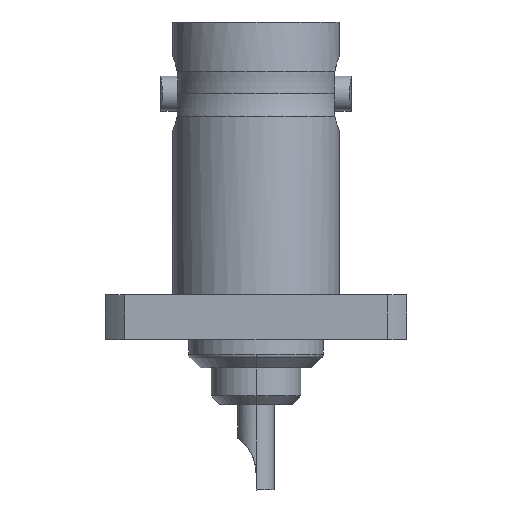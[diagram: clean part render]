
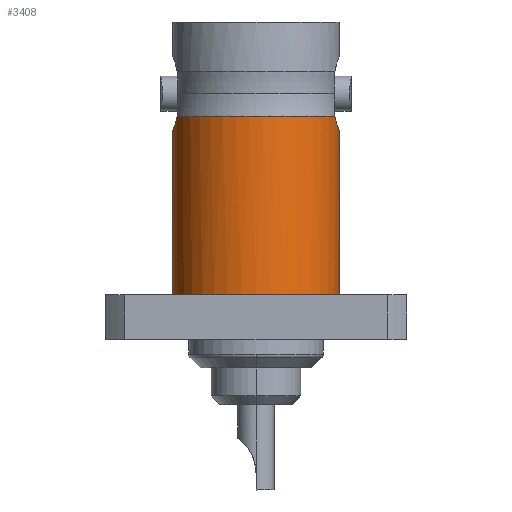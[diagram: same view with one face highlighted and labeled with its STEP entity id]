
A CAD part, left-side view. The second image highlights one B-rep face of the part: STEP entity #3408.
In plain terms, the highlighted cylindrical face has radius 4.84 mm (diameter 9.68 mm), a partial arc.
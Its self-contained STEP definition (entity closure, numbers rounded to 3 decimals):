
#34 = CARTESIAN_POINT ( 'NONE',  ( -1.187, 4.694, -5.938 ) ) ;
#69 = VERTEX_POINT ( 'NONE', #1522 ) ;
#91 = DIRECTION ( 'NONE',  ( 0., 0., 1. ) ) ;
#186 = CARTESIAN_POINT ( 'NONE',  ( -1.515, -4.598, -5.59 ) ) ;
#278 = DIRECTION ( 'NONE',  ( 1., 0., 0. ) ) ;
#295 = CARTESIAN_POINT ( 'NONE',  ( -0.164, 4.84, -6.375 ) ) ;
#387 = VERTEX_POINT ( 'NONE', #3190 ) ;
#423 = CARTESIAN_POINT ( 'NONE',  ( -0.636, 4.801, -6.265 ) ) ;
#788 = VERTEX_POINT ( 'NONE', #1815 ) ;
#802 = CARTESIAN_POINT ( 'NONE',  ( -1.414, -4.63, -5.715 ) ) ;
#858 = CARTESIAN_POINT ( 'NONE',  ( -0.635, -4.801, -6.265 ) ) ;
#925 = CARTESIAN_POINT ( 'NONE',  ( -1.602, 4.567, -5.455 ) ) ;
#934 = AXIS2_PLACEMENT_3D ( 'NONE', #3188, #1507, #278 ) ;
#948 = B_SPLINE_CURVE_WITH_KNOTS ( 'NONE', 3,
 ( #925, #1668, #1077, #34, #3226, #3132, #423, #1960, #295, #2952 ),
 .UNSPECIFIED., .F., .F.,
 ( 4, 2, 2, 2, 4 ),
 ( 0., 0.001, 0.001, 0.002, 0.002 ),
 .UNSPECIFIED. ) ;
#1013 = AXIS2_PLACEMENT_3D ( 'NONE', #1051, #91, #2078 ) ;
#1051 = CARTESIAN_POINT ( 'NONE',  ( 0., 0., -15.8 ) ) ;
#1077 = CARTESIAN_POINT ( 'NONE',  ( -1.415, 4.63, -5.713 ) ) ;
#1119 = CARTESIAN_POINT ( 'NONE',  ( -0.163, -4.84, -6.375 ) ) ;
#1135 = EDGE_CURVE ( 'NONE', #1825, #69, #2509, .T. ) ;
#1143 = VERTEX_POINT ( 'NONE', #1527 ) ;
#1150 = ORIENTED_EDGE ( 'NONE', *, *, #1775, .T. ) ;
#1207 = B_SPLINE_CURVE_WITH_KNOTS ( 'NONE', 3,
 ( #1393, #1119, #3149, #858, #2211, #2738, #2671, #802, #186, #2069 ),
 .UNSPECIFIED., .F., .F.,
 ( 4, 2, 2, 2, 4 ),
 ( 0.002, 0.003, 0.003, 0.004, 0.004 ),
 .UNSPECIFIED. ) ;
#1314 = ORIENTED_EDGE ( 'NONE', *, *, #3206, .F. ) ;
#1337 = FACE_OUTER_BOUND ( 'NONE', #1780, .T. ) ;
#1393 = CARTESIAN_POINT ( 'NONE',  ( 0., -4.84, -6.375 ) ) ;
#1401 = ORIENTED_EDGE ( 'NONE', *, *, #3159, .T. ) ;
#1471 = AXIS2_PLACEMENT_3D ( 'NONE', #2202, #3402, #2596 ) ;
#1507 = DIRECTION ( 'NONE',  ( 0., 0., 1. ) ) ;
#1513 = DIRECTION ( 'NONE',  ( 0., 0., 1. ) ) ;
#1515 = EDGE_CURVE ( 'NONE', #1650, #1143, #2709, .T. ) ;
#1522 = CARTESIAN_POINT ( 'NONE',  ( 0., -4.84, -15.8 ) ) ;
#1527 = CARTESIAN_POINT ( 'NONE',  ( -1.602, -4.567, -5.455 ) ) ;
#1650 = VERTEX_POINT ( 'NONE', #2490 ) ;
#1668 = CARTESIAN_POINT ( 'NONE',  ( -1.515, 4.598, -5.59 ) ) ;
#1760 = LINE ( 'NONE', #2893, #3185 ) ;
#1775 = EDGE_CURVE ( 'NONE', #788, #1143, #1207, .T. ) ;
#1780 = EDGE_LOOP ( 'NONE', ( #1314, #2632, #1401, #1150, #2673, #2791 ) ) ;
#1815 = CARTESIAN_POINT ( 'NONE',  ( 0., -4.84, -6.375 ) ) ;
#1825 = VERTEX_POINT ( 'NONE', #2260 ) ;
#1897 = EDGE_CURVE ( 'NONE', #1650, #387, #948, .T. ) ;
#1960 = CARTESIAN_POINT ( 'NONE',  ( -0.324, 4.832, -6.353 ) ) ;
#2069 = CARTESIAN_POINT ( 'NONE',  ( -1.602, -4.567, -5.455 ) ) ;
#2078 = DIRECTION ( 'NONE',  ( 0., -1., 0. ) ) ;
#2202 = CARTESIAN_POINT ( 'NONE',  ( 0., 0., 3.807 ) ) ;
#2211 = CARTESIAN_POINT ( 'NONE',  ( -0.785, -4.778, -6.2 ) ) ;
#2260 = CARTESIAN_POINT ( 'NONE',  ( 0., 4.84, -15.8 ) ) ;
#2437 = CYLINDRICAL_SURFACE ( 'NONE', #1471, 4.84 ) ;
#2490 = CARTESIAN_POINT ( 'NONE',  ( -1.602, 4.567, -5.455 ) ) ;
#2509 = CIRCLE ( 'NONE', #1013, 4.84 ) ;
#2596 = DIRECTION ( 'NONE',  ( 0., -1., 0. ) ) ;
#2600 = LINE ( 'NONE', #2950, #3312 ) ;
#2624 = DIRECTION ( 'NONE',  ( 0., 0., 1. ) ) ;
#2632 = ORIENTED_EDGE ( 'NONE', *, *, #1135, .T. ) ;
#2671 = CARTESIAN_POINT ( 'NONE',  ( -1.188, -4.693, -5.937 ) ) ;
#2673 = ORIENTED_EDGE ( 'NONE', *, *, #1515, .F. ) ;
#2709 = CIRCLE ( 'NONE', #934, 4.84 ) ;
#2738 = CARTESIAN_POINT ( 'NONE',  ( -1.06, -4.725, -6.037 ) ) ;
#2791 = ORIENTED_EDGE ( 'NONE', *, *, #1897, .T. ) ;
#2893 = CARTESIAN_POINT ( 'NONE',  ( 0., -4.84, 3.807 ) ) ;
#2950 = CARTESIAN_POINT ( 'NONE',  ( 0., 4.84, 3.807 ) ) ;
#2952 = CARTESIAN_POINT ( 'NONE',  ( 0., 4.84, -6.375 ) ) ;
#3132 = CARTESIAN_POINT ( 'NONE',  ( -0.786, 4.778, -6.199 ) ) ;
#3149 = CARTESIAN_POINT ( 'NONE',  ( -0.324, -4.832, -6.353 ) ) ;
#3159 = EDGE_CURVE ( 'NONE', #69, #788, #1760, .T. ) ;
#3185 = VECTOR ( 'NONE', #2624, 1000. ) ;
#3188 = CARTESIAN_POINT ( 'NONE',  ( 0., 0., -5.455 ) ) ;
#3190 = CARTESIAN_POINT ( 'NONE',  ( 0., 4.84, -6.375 ) ) ;
#3206 = EDGE_CURVE ( 'NONE', #1825, #387, #2600, .T. ) ;
#3226 = CARTESIAN_POINT ( 'NONE',  ( -1.059, 4.725, -6.037 ) ) ;
#3312 = VECTOR ( 'NONE', #1513, 1000. ) ;
#3402 = DIRECTION ( 'NONE',  ( 0., 0., 1. ) ) ;
#3408 = ADVANCED_FACE ( 'NONE', ( #1337 ), #2437, .T. ) ;
